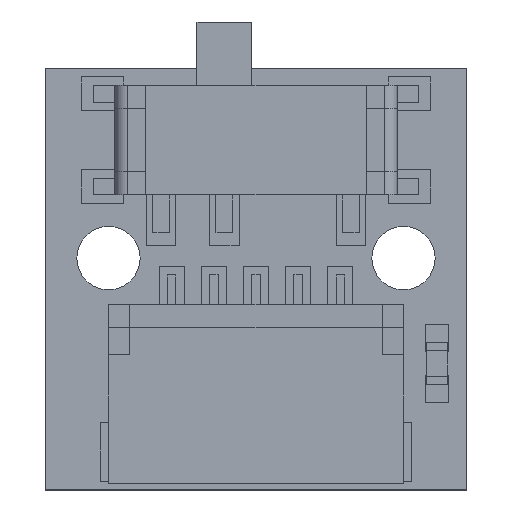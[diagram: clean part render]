
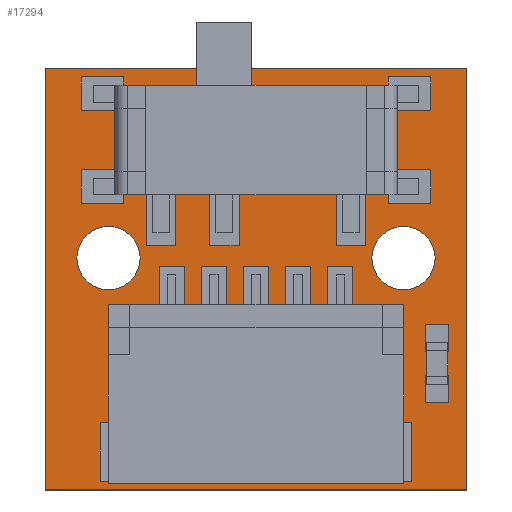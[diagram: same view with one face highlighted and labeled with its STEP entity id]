
A CAD part, top view. The second image highlights one B-rep face of the part: STEP entity #17294.
In plain terms, the highlighted planar face has unit normal (0, 0, 1).
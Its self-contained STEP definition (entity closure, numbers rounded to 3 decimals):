
#16656 = VERTEX_POINT('',#16657);
#16657 = CARTESIAN_POINT('',(15.,10.,0.6));
#16664 = PLANE('',#16665);
#16665 = AXIS2_PLACEMENT_3D('',#16666,#16667,#16668);
#16666 = CARTESIAN_POINT('',(15.,10.,0.));
#16667 = DIRECTION('',(0.,1.,0.));
#16668 = DIRECTION('',(1.,0.,0.));
#16676 = PLANE('',#16677);
#16677 = AXIS2_PLACEMENT_3D('',#16678,#16679,#16680);
#16678 = CARTESIAN_POINT('',(15.,20.,0.));
#16679 = DIRECTION('',(1.,0.,0.));
#16680 = DIRECTION('',(0.,-1.,0.));
#16688 = EDGE_CURVE('',#16656,#16689,#16691,.T.);
#16689 = VERTEX_POINT('',#16690);
#16690 = CARTESIAN_POINT('',(25.,10.,0.6));
#16691 = SURFACE_CURVE('',#16692,(#16696,#16703),.PCURVE_S1.);
#16692 = LINE('',#16693,#16694);
#16693 = CARTESIAN_POINT('',(15.,10.,0.6));
#16694 = VECTOR('',#16695,1.);
#16695 = DIRECTION('',(1.,0.,0.));
#16696 = PCURVE('',#16664,#16697);
#16697 = DEFINITIONAL_REPRESENTATION('',(#16698),#16702);
#16698 = LINE('',#16699,#16700);
#16699 = CARTESIAN_POINT('',(0.,-0.6));
#16700 = VECTOR('',#16701,1.);
#16701 = DIRECTION('',(1.,0.));
#16702 = ( GEOMETRIC_REPRESENTATION_CONTEXT(2) 
PARAMETRIC_REPRESENTATION_CONTEXT() REPRESENTATION_CONTEXT('2D SPACE',''
  ) );
#16703 = PCURVE('',#16704,#16709);
#16704 = PLANE('',#16705);
#16705 = AXIS2_PLACEMENT_3D('',#16706,#16707,#16708);
#16706 = CARTESIAN_POINT('',(20.,15.,0.6));
#16707 = DIRECTION('',(0.,0.,1.));
#16708 = DIRECTION('',(1.,0.,-0.));
#16709 = DEFINITIONAL_REPRESENTATION('',(#16710),#16714);
#16710 = LINE('',#16711,#16712);
#16711 = CARTESIAN_POINT('',(-5.,-5.));
#16712 = VECTOR('',#16713,1.);
#16713 = DIRECTION('',(1.,0.));
#16714 = ( GEOMETRIC_REPRESENTATION_CONTEXT(2) 
PARAMETRIC_REPRESENTATION_CONTEXT() REPRESENTATION_CONTEXT('2D SPACE',''
  ) );
#16732 = PLANE('',#16733);
#16733 = AXIS2_PLACEMENT_3D('',#16734,#16735,#16736);
#16734 = CARTESIAN_POINT('',(25.,10.,0.));
#16735 = DIRECTION('',(-1.,0.,0.));
#16736 = DIRECTION('',(0.,1.,0.));
#16776 = VERTEX_POINT('',#16777);
#16777 = CARTESIAN_POINT('',(15.,20.,0.6));
#16791 = PLANE('',#16792);
#16792 = AXIS2_PLACEMENT_3D('',#16793,#16794,#16795);
#16793 = CARTESIAN_POINT('',(25.,20.,0.));
#16794 = DIRECTION('',(0.,-1.,0.));
#16795 = DIRECTION('',(-1.,0.,0.));
#16803 = EDGE_CURVE('',#16776,#16656,#16804,.T.);
#16804 = SURFACE_CURVE('',#16805,(#16809,#16816),.PCURVE_S1.);
#16805 = LINE('',#16806,#16807);
#16806 = CARTESIAN_POINT('',(15.,20.,0.6));
#16807 = VECTOR('',#16808,1.);
#16808 = DIRECTION('',(0.,-1.,0.));
#16809 = PCURVE('',#16676,#16810);
#16810 = DEFINITIONAL_REPRESENTATION('',(#16811),#16815);
#16811 = LINE('',#16812,#16813);
#16812 = CARTESIAN_POINT('',(0.,-0.6));
#16813 = VECTOR('',#16814,1.);
#16814 = DIRECTION('',(1.,0.));
#16815 = ( GEOMETRIC_REPRESENTATION_CONTEXT(2) 
PARAMETRIC_REPRESENTATION_CONTEXT() REPRESENTATION_CONTEXT('2D SPACE',''
  ) );
#16816 = PCURVE('',#16704,#16817);
#16817 = DEFINITIONAL_REPRESENTATION('',(#16818),#16822);
#16818 = LINE('',#16819,#16820);
#16819 = CARTESIAN_POINT('',(-5.,5.));
#16820 = VECTOR('',#16821,1.);
#16821 = DIRECTION('',(0.,-1.));
#16822 = ( GEOMETRIC_REPRESENTATION_CONTEXT(2) 
PARAMETRIC_REPRESENTATION_CONTEXT() REPRESENTATION_CONTEXT('2D SPACE',''
  ) );
#16850 = EDGE_CURVE('',#16689,#16851,#16853,.T.);
#16851 = VERTEX_POINT('',#16852);
#16852 = CARTESIAN_POINT('',(25.,20.,0.6));
#16853 = SURFACE_CURVE('',#16854,(#16858,#16865),.PCURVE_S1.);
#16854 = LINE('',#16855,#16856);
#16855 = CARTESIAN_POINT('',(25.,10.,0.6));
#16856 = VECTOR('',#16857,1.);
#16857 = DIRECTION('',(0.,1.,0.));
#16858 = PCURVE('',#16732,#16859);
#16859 = DEFINITIONAL_REPRESENTATION('',(#16860),#16864);
#16860 = LINE('',#16861,#16862);
#16861 = CARTESIAN_POINT('',(0.,-0.6));
#16862 = VECTOR('',#16863,1.);
#16863 = DIRECTION('',(1.,0.));
#16864 = ( GEOMETRIC_REPRESENTATION_CONTEXT(2) 
PARAMETRIC_REPRESENTATION_CONTEXT() REPRESENTATION_CONTEXT('2D SPACE',''
  ) );
#16865 = PCURVE('',#16704,#16866);
#16866 = DEFINITIONAL_REPRESENTATION('',(#16867),#16871);
#16867 = LINE('',#16868,#16869);
#16868 = CARTESIAN_POINT('',(5.,-5.));
#16869 = VECTOR('',#16870,1.);
#16870 = DIRECTION('',(0.,1.));
#16871 = ( GEOMETRIC_REPRESENTATION_CONTEXT(2) 
PARAMETRIC_REPRESENTATION_CONTEXT() REPRESENTATION_CONTEXT('2D SPACE',''
  ) );
#16921 = EDGE_CURVE('',#16851,#16776,#16922,.T.);
#16922 = SURFACE_CURVE('',#16923,(#16927,#16934),.PCURVE_S1.);
#16923 = LINE('',#16924,#16925);
#16924 = CARTESIAN_POINT('',(25.,20.,0.6));
#16925 = VECTOR('',#16926,1.);
#16926 = DIRECTION('',(-1.,0.,0.));
#16927 = PCURVE('',#16791,#16928);
#16928 = DEFINITIONAL_REPRESENTATION('',(#16929),#16933);
#16929 = LINE('',#16930,#16931);
#16930 = CARTESIAN_POINT('',(0.,-0.6));
#16931 = VECTOR('',#16932,1.);
#16932 = DIRECTION('',(1.,0.));
#16933 = ( GEOMETRIC_REPRESENTATION_CONTEXT(2) 
PARAMETRIC_REPRESENTATION_CONTEXT() REPRESENTATION_CONTEXT('2D SPACE',''
  ) );
#16934 = PCURVE('',#16704,#16935);
#16935 = DEFINITIONAL_REPRESENTATION('',(#16936),#16940);
#16936 = LINE('',#16937,#16938);
#16937 = CARTESIAN_POINT('',(5.,5.));
#16938 = VECTOR('',#16939,1.);
#16939 = DIRECTION('',(-1.,0.));
#16940 = ( GEOMETRIC_REPRESENTATION_CONTEXT(2) 
PARAMETRIC_REPRESENTATION_CONTEXT() REPRESENTATION_CONTEXT('2D SPACE',''
  ) );
#16977 = CYLINDRICAL_SURFACE('',#16978,0.751);
#16978 = AXIS2_PLACEMENT_3D('',#16979,#16980,#16981);
#16979 = CARTESIAN_POINT('',(16.5,15.5,0.));
#16980 = DIRECTION('',(-0.,-0.,-1.));
#16981 = DIRECTION('',(1.,0.,0.));
#16997 = VERTEX_POINT('',#16998);
#16998 = CARTESIAN_POINT('',(17.251,15.5,0.6));
#17019 = EDGE_CURVE('',#16997,#16997,#17020,.T.);
#17020 = SURFACE_CURVE('',#17021,(#17026,#17033),.PCURVE_S1.);
#17021 = CIRCLE('',#17022,0.751);
#17022 = AXIS2_PLACEMENT_3D('',#17023,#17024,#17025);
#17023 = CARTESIAN_POINT('',(16.5,15.5,0.6));
#17024 = DIRECTION('',(0.,0.,1.));
#17025 = DIRECTION('',(1.,0.,-0.));
#17026 = PCURVE('',#16977,#17027);
#17027 = DEFINITIONAL_REPRESENTATION('',(#17028),#17032);
#17028 = LINE('',#17029,#17030);
#17029 = CARTESIAN_POINT('',(6.283,-0.6));
#17030 = VECTOR('',#17031,1.);
#17031 = DIRECTION('',(-1.,0.));
#17032 = ( GEOMETRIC_REPRESENTATION_CONTEXT(2) 
PARAMETRIC_REPRESENTATION_CONTEXT() REPRESENTATION_CONTEXT('2D SPACE',''
  ) );
#17033 = PCURVE('',#16704,#17034);
#17034 = DEFINITIONAL_REPRESENTATION('',(#17035),#17039);
#17035 = CIRCLE('',#17036,0.751);
#17036 = AXIS2_PLACEMENT_2D('',#17037,#17038);
#17037 = CARTESIAN_POINT('',(-3.5,0.5));
#17038 = DIRECTION('',(1.,0.));
#17039 = ( GEOMETRIC_REPRESENTATION_CONTEXT(2) 
PARAMETRIC_REPRESENTATION_CONTEXT() REPRESENTATION_CONTEXT('2D SPACE',''
  ) );
#17055 = CYLINDRICAL_SURFACE('',#17056,0.751);
#17056 = AXIS2_PLACEMENT_3D('',#17057,#17058,#17059);
#17057 = CARTESIAN_POINT('',(23.5,15.5,0.));
#17058 = DIRECTION('',(-0.,-0.,-1.));
#17059 = DIRECTION('',(1.,0.,0.));
#17075 = VERTEX_POINT('',#17076);
#17076 = CARTESIAN_POINT('',(24.251,15.5,0.6));
#17097 = EDGE_CURVE('',#17075,#17075,#17098,.T.);
#17098 = SURFACE_CURVE('',#17099,(#17104,#17111),.PCURVE_S1.);
#17099 = CIRCLE('',#17100,0.751);
#17100 = AXIS2_PLACEMENT_3D('',#17101,#17102,#17103);
#17101 = CARTESIAN_POINT('',(23.5,15.5,0.6));
#17102 = DIRECTION('',(0.,0.,1.));
#17103 = DIRECTION('',(1.,0.,-0.));
#17104 = PCURVE('',#17055,#17105);
#17105 = DEFINITIONAL_REPRESENTATION('',(#17106),#17110);
#17106 = LINE('',#17107,#17108);
#17107 = CARTESIAN_POINT('',(6.283,-0.6));
#17108 = VECTOR('',#17109,1.);
#17109 = DIRECTION('',(-1.,0.));
#17110 = ( GEOMETRIC_REPRESENTATION_CONTEXT(2) 
PARAMETRIC_REPRESENTATION_CONTEXT() REPRESENTATION_CONTEXT('2D SPACE',''
  ) );
#17111 = PCURVE('',#16704,#17112);
#17112 = DEFINITIONAL_REPRESENTATION('',(#17113),#17117);
#17113 = CIRCLE('',#17114,0.751);
#17114 = AXIS2_PLACEMENT_2D('',#17115,#17116);
#17115 = CARTESIAN_POINT('',(3.5,0.5));
#17116 = DIRECTION('',(1.,0.));
#17117 = ( GEOMETRIC_REPRESENTATION_CONTEXT(2) 
PARAMETRIC_REPRESENTATION_CONTEXT() REPRESENTATION_CONTEXT('2D SPACE',''
  ) );
#17133 = CYLINDRICAL_SURFACE('',#17134,0.451);
#17134 = AXIS2_PLACEMENT_3D('',#17135,#17136,#17137);
#17135 = CARTESIAN_POINT('',(18.5,18.3,0.));
#17136 = DIRECTION('',(-0.,-0.,-1.));
#17137 = DIRECTION('',(1.,0.,0.));
#17153 = VERTEX_POINT('',#17154);
#17154 = CARTESIAN_POINT('',(18.951,18.3,0.6));
#17175 = EDGE_CURVE('',#17153,#17153,#17176,.T.);
#17176 = SURFACE_CURVE('',#17177,(#17182,#17189),.PCURVE_S1.);
#17177 = CIRCLE('',#17178,0.451);
#17178 = AXIS2_PLACEMENT_3D('',#17179,#17180,#17181);
#17179 = CARTESIAN_POINT('',(18.5,18.3,0.6));
#17180 = DIRECTION('',(0.,0.,1.));
#17181 = DIRECTION('',(1.,0.,-0.));
#17182 = PCURVE('',#17133,#17183);
#17183 = DEFINITIONAL_REPRESENTATION('',(#17184),#17188);
#17184 = LINE('',#17185,#17186);
#17185 = CARTESIAN_POINT('',(6.283,-0.6));
#17186 = VECTOR('',#17187,1.);
#17187 = DIRECTION('',(-1.,0.));
#17188 = ( GEOMETRIC_REPRESENTATION_CONTEXT(2) 
PARAMETRIC_REPRESENTATION_CONTEXT() REPRESENTATION_CONTEXT('2D SPACE',''
  ) );
#17189 = PCURVE('',#16704,#17190);
#17190 = DEFINITIONAL_REPRESENTATION('',(#17191),#17195);
#17191 = CIRCLE('',#17192,0.451);
#17192 = AXIS2_PLACEMENT_2D('',#17193,#17194);
#17193 = CARTESIAN_POINT('',(-1.5,3.3));
#17194 = DIRECTION('',(1.,0.));
#17195 = ( GEOMETRIC_REPRESENTATION_CONTEXT(2) 
PARAMETRIC_REPRESENTATION_CONTEXT() REPRESENTATION_CONTEXT('2D SPACE',''
  ) );
#17211 = CYLINDRICAL_SURFACE('',#17212,0.451);
#17212 = AXIS2_PLACEMENT_3D('',#17213,#17214,#17215);
#17213 = CARTESIAN_POINT('',(21.5,18.3,0.));
#17214 = DIRECTION('',(-0.,-0.,-1.));
#17215 = DIRECTION('',(1.,0.,0.));
#17231 = VERTEX_POINT('',#17232);
#17232 = CARTESIAN_POINT('',(21.951,18.3,0.6));
#17253 = EDGE_CURVE('',#17231,#17231,#17254,.T.);
#17254 = SURFACE_CURVE('',#17255,(#17260,#17267),.PCURVE_S1.);
#17255 = CIRCLE('',#17256,0.451);
#17256 = AXIS2_PLACEMENT_3D('',#17257,#17258,#17259);
#17257 = CARTESIAN_POINT('',(21.5,18.3,0.6));
#17258 = DIRECTION('',(0.,0.,1.));
#17259 = DIRECTION('',(1.,0.,-0.));
#17260 = PCURVE('',#17211,#17261);
#17261 = DEFINITIONAL_REPRESENTATION('',(#17262),#17266);
#17262 = LINE('',#17263,#17264);
#17263 = CARTESIAN_POINT('',(6.283,-0.6));
#17264 = VECTOR('',#17265,1.);
#17265 = DIRECTION('',(-1.,0.));
#17266 = ( GEOMETRIC_REPRESENTATION_CONTEXT(2) 
PARAMETRIC_REPRESENTATION_CONTEXT() REPRESENTATION_CONTEXT('2D SPACE',''
  ) );
#17267 = PCURVE('',#16704,#17268);
#17268 = DEFINITIONAL_REPRESENTATION('',(#17269),#17273);
#17269 = CIRCLE('',#17270,0.451);
#17270 = AXIS2_PLACEMENT_2D('',#17271,#17272);
#17271 = CARTESIAN_POINT('',(1.5,3.3));
#17272 = DIRECTION('',(1.,0.));
#17273 = ( GEOMETRIC_REPRESENTATION_CONTEXT(2) 
PARAMETRIC_REPRESENTATION_CONTEXT() REPRESENTATION_CONTEXT('2D SPACE',''
  ) );
#17294 = ADVANCED_FACE('',(#17295,#17301,#17304,#17307,#17310),#16704,
  .T.);
#17295 = FACE_BOUND('',#17296,.T.);
#17296 = EDGE_LOOP('',(#17297,#17298,#17299,#17300));
#17297 = ORIENTED_EDGE('',*,*,#16688,.T.);
#17298 = ORIENTED_EDGE('',*,*,#16850,.T.);
#17299 = ORIENTED_EDGE('',*,*,#16921,.T.);
#17300 = ORIENTED_EDGE('',*,*,#16803,.T.);
#17301 = FACE_BOUND('',#17302,.T.);
#17302 = EDGE_LOOP('',(#17303));
#17303 = ORIENTED_EDGE('',*,*,#17019,.F.);
#17304 = FACE_BOUND('',#17305,.T.);
#17305 = EDGE_LOOP('',(#17306));
#17306 = ORIENTED_EDGE('',*,*,#17097,.F.);
#17307 = FACE_BOUND('',#17308,.T.);
#17308 = EDGE_LOOP('',(#17309));
#17309 = ORIENTED_EDGE('',*,*,#17175,.F.);
#17310 = FACE_BOUND('',#17311,.T.);
#17311 = EDGE_LOOP('',(#17312));
#17312 = ORIENTED_EDGE('',*,*,#17253,.F.);
